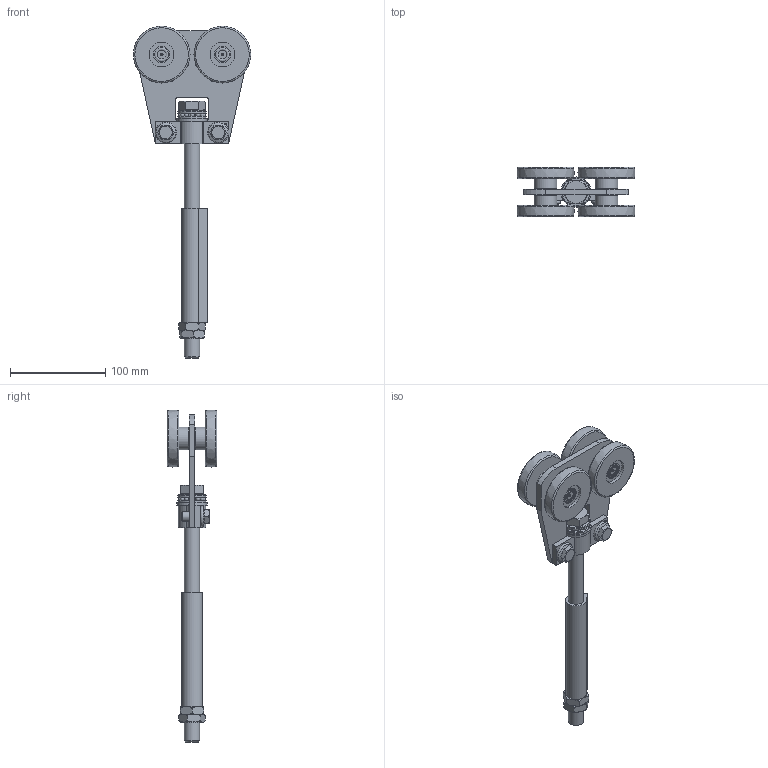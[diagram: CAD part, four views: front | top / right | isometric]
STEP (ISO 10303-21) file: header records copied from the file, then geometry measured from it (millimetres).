
FILE_DESCRIPTION(/* description */ (''),/* implementation_level */ '2;1');
FILE_NAME(/* name */ '9562SOE.stp',/* time_stamp */ '2020-03-03T10:47:40+01:00',/* author */ ('MMALFROY'),/* organization */ (''),/* preprocessor_version */ 'ST-DEVELOPER v17.2',/* originating_system */ 'Autodesk Inventor 2019',/* authorisation */ '');
FILE_SCHEMA (('AUTOMOTIVE_DESIGN { 1 0 10303 214 3 1 1 }'));
Length unit declared in the file: millimetre
Products named in the file (12): 9562SOE; 16023; 15000; 04557; 09002; 15745; 16443-monté; 16027; 16444; 16412; 06016; 04523
Assembly tree (20 placements, depth 2):
  9562SOE
    16023
    15000
    04557
    09002
    15745
    16027  x4
    16444  x4
    16443-monté  x2
    16412
    06016  x2
    04523  x2
Bounding box: 123.96 x 52 x 349 mm (x, y, z)
Volume: 321403.7 mm3; surface area: 118698.3 mm2
Topology: 20 solids, 20 shells, 327 faces, 829 edges, 573 vertices
Faces by surface type: plane 181, cylinder 71, cone 23, bspline 22, torus 18, sphere 12
Full cylindrical faces by diameter (mm): 8.376 x2, 9.5 x4, 10 x2, 10.1 x2, 11.8 x4, 12 x4, 12.2 x4, 13.835 x2, 16 x1, 16.1 x1, 17 x10, 18 x1, 22.5 x1, 24 x4, 26 x8, 30 x2, 32 x1
Entity records: 7770 total; most frequent: CARTESIAN_POINT 1842, DIRECTION 1160, ORIENTED_EDGE 1120, EDGE_CURVE 560, AXIS2_PLACEMENT_3D 461, VERTEX_POINT 388, EDGE_LOOP 276, LINE 238
